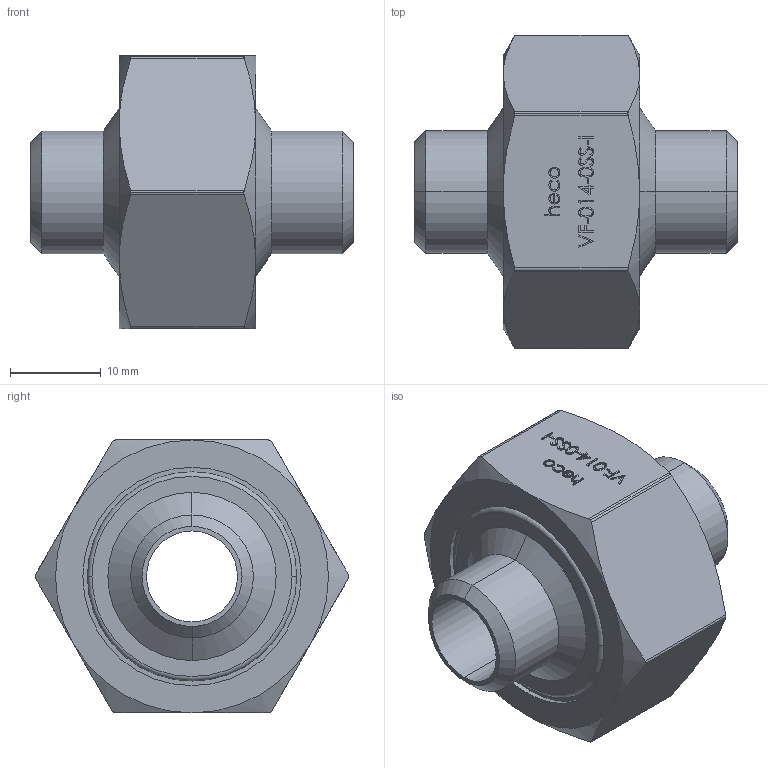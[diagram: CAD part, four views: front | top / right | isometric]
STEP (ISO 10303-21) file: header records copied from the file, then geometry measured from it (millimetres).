
FILE_DESCRIPTION (( 'STEP AP214' ), '1' );
FILE_NAME ('heco_VF-014-0SS-I.STEP', '2016-09-16T08:22:14', ( '' ), ( '' ), 'SwSTEP 2.0', 'SolidWorks 2016', '' );
FILE_SCHEMA (( 'AUTOMOTIVE_DESIGN' ));
Length unit declared in the file: millimetre
Products named in the file (1): heco_VF-014-0SS-I
Bounding box: 35.5 x 34.49 x 30.1 mm (x, y, z)
Volume: 11022.6 mm3; surface area: 5015.8 mm2
Topology: 1 solids, 1 shells, 242 faces, 610 edges, 396 vertices
Faces by surface type: plane 103, bspline 83, cone 28, cylinder 26, torus 2
Entity records: 13440 total; most frequent: CARTESIAN_POINT 6388, ORIENTED_EDGE 1220, DIRECTION 774, EDGE_CURVE 610, VERTEX_POINT 396, LINE 338, VECTOR 338, EDGE_LOOP 270
